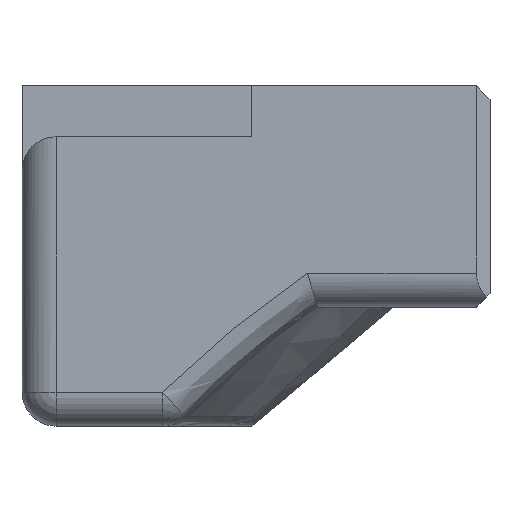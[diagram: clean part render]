
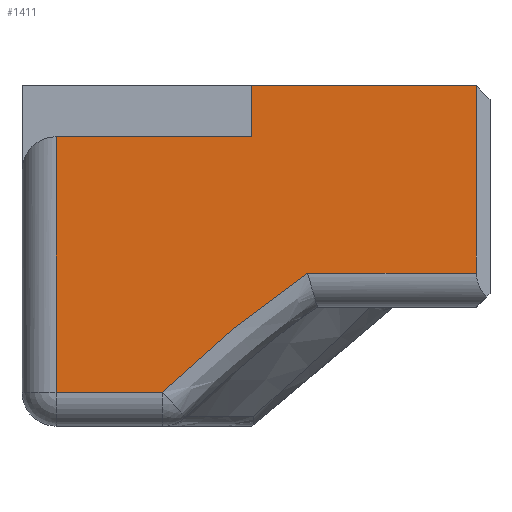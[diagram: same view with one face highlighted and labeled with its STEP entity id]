
A CAD part, front view. The second image highlights one B-rep face of the part: STEP entity #1411.
In plain terms, the highlighted planar face has unit normal (0, -1, 0).
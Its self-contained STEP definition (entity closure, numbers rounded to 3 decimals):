
#2 = ORIENTED_EDGE ( 'NONE', *, *, #442, .T. ) ;
#21 = DIRECTION ( 'NONE',  ( 0., 0., -1. ) ) ;
#36 = CARTESIAN_POINT ( 'NONE',  ( 108.5, -24., 26.253 ) ) ;
#95 = DIRECTION ( 'NONE',  ( 1., 0., 0. ) ) ;
#131 = DIRECTION ( 'NONE',  ( 0., 1., 0. ) ) ;
#140 = CARTESIAN_POINT ( 'NONE',  ( 95.75, -24., 24.753 ) ) ;
#144 = VECTOR ( 'NONE', #283, 1000. ) ;
#170 = CARTESIAN_POINT ( 'NONE',  ( 95.75, -24., 17.253 ) ) ;
#195 = DIRECTION ( 'NONE',  ( -1., 0., 0. ) ) ;
#201 = ORIENTED_EDGE ( 'NONE', *, *, #1708, .T. ) ;
#204 = EDGE_CURVE ( 'NONE', #468, #1780, #920, .T. ) ;
#241 = LINE ( 'NONE', #434, #1565 ) ;
#269 = ORIENTED_EDGE ( 'NONE', *, *, #635, .T. ) ;
#273 = B_SPLINE_CURVE_WITH_KNOTS ( 'NONE', 3,
 ( #1200, #331, #890, #750, #1044, #1626, #911, #1170 ),
 .UNSPECIFIED., .F., .F.,
 ( 4, 2, 2, 4 ),
 ( 0., 0.003, 0.004, 0.006 ),
 .UNSPECIFIED. ) ;
#283 = DIRECTION ( 'NONE',  ( 1., 0., 0. ) ) ;
#321 = VECTOR ( 'NONE', #1020, 1000. ) ;
#331 = CARTESIAN_POINT ( 'NONE',  ( 99.552, -24., 17.879 ) ) ;
#357 = CARTESIAN_POINT ( 'NONE',  ( 98.876, -24., 17.253 ) ) ;
#368 = CARTESIAN_POINT ( 'NONE',  ( 101.5, -24., 20.753 ) ) ;
#370 = CARTESIAN_POINT ( 'NONE',  ( 108.1, -24., 20.753 ) ) ;
#413 = ORIENTED_EDGE ( 'NONE', *, *, #204, .T. ) ;
#434 = CARTESIAN_POINT ( 'NONE',  ( 108.1, -24., 26.253 ) ) ;
#442 = EDGE_CURVE ( 'NONE', #565, #1493, #484, .T. ) ;
#468 = VERTEX_POINT ( 'NONE', #1260 ) ;
#484 = LINE ( 'NONE', #877, #321 ) ;
#545 = PLANE ( 'NONE',  #1492 ) ;
#562 = FACE_OUTER_BOUND ( 'NONE', #1211, .T. ) ;
#565 = VERTEX_POINT ( 'NONE', #1786 ) ;
#621 = CARTESIAN_POINT ( 'NONE',  ( 101.5, -24., 0. ) ) ;
#635 = EDGE_CURVE ( 'NONE', #1640, #1587, #273, .T. ) ;
#683 = CARTESIAN_POINT ( 'NONE',  ( 101.5, -24., 17.253 ) ) ;
#730 = EDGE_CURVE ( 'NONE', #1267, #468, #241, .T. ) ;
#750 = CARTESIAN_POINT ( 'NONE',  ( 101.286, -24., 19.394 ) ) ;
#786 = VECTOR ( 'NONE', #95, 1000. ) ;
#860 = ORIENTED_EDGE ( 'NONE', *, *, #1553, .T. ) ;
#866 = LINE ( 'NONE', #683, #144 ) ;
#877 = CARTESIAN_POINT ( 'NONE',  ( 101.5, -24., 24.753 ) ) ;
#890 = CARTESIAN_POINT ( 'NONE',  ( 100.234, -24., 18.498 ) ) ;
#911 = CARTESIAN_POINT ( 'NONE',  ( 102.747, -24., 20.517 ) ) ;
#920 = LINE ( 'NONE', #36, #1510 ) ;
#970 = VECTOR ( 'NONE', #21, 1000. ) ;
#1020 = DIRECTION ( 'NONE',  ( -1., 0., 0. ) ) ;
#1044 = CARTESIAN_POINT ( 'NONE',  ( 101.642, -24., 19.687 ) ) ;
#1101 = LINE ( 'NONE', #368, #786 ) ;
#1107 = DIRECTION ( 'NONE',  ( 0., 0., 1. ) ) ;
#1155 = ORIENTED_EDGE ( 'NONE', *, *, #1504, .T. ) ;
#1157 = VERTEX_POINT ( 'NONE', #170 ) ;
#1170 = CARTESIAN_POINT ( 'NONE',  ( 103.143, -24., 20.753 ) ) ;
#1186 = EDGE_CURVE ( 'NONE', #1493, #1157, #1503, .T. ) ;
#1200 = CARTESIAN_POINT ( 'NONE',  ( 98.876, -24., 17.253 ) ) ;
#1211 = EDGE_LOOP ( 'NONE', ( #2, #1732, #1155, #269, #201, #1729, #413, #860 ) ) ;
#1260 = CARTESIAN_POINT ( 'NONE',  ( 108.1, -24., 26.253 ) ) ;
#1267 = VERTEX_POINT ( 'NONE', #370 ) ;
#1299 = DIRECTION ( 'NONE',  ( 0., 0., 1. ) ) ;
#1352 = CARTESIAN_POINT ( 'NONE',  ( 103.143, -24., 20.753 ) ) ;
#1411 = ADVANCED_FACE ( 'NONE', ( #562 ), #545, .F. ) ;
#1492 = AXIS2_PLACEMENT_3D ( 'NONE', #1707, #131, #1299 ) ;
#1493 = VERTEX_POINT ( 'NONE', #140 ) ;
#1503 = LINE ( 'NONE', #1801, #1828 ) ;
#1504 = EDGE_CURVE ( 'NONE', #1157, #1640, #866, .T. ) ;
#1510 = VECTOR ( 'NONE', #195, 1000. ) ;
#1553 = EDGE_CURVE ( 'NONE', #1780, #565, #1629, .T. ) ;
#1565 = VECTOR ( 'NONE', #1107, 1000. ) ;
#1587 = VERTEX_POINT ( 'NONE', #1352 ) ;
#1626 = CARTESIAN_POINT ( 'NONE',  ( 102.372, -24., 20.247 ) ) ;
#1629 = LINE ( 'NONE', #621, #970 ) ;
#1640 = VERTEX_POINT ( 'NONE', #357 ) ;
#1707 = CARTESIAN_POINT ( 'NONE',  ( 101.5, -24., 16.253 ) ) ;
#1708 = EDGE_CURVE ( 'NONE', #1587, #1267, #1101, .T. ) ;
#1715 = CARTESIAN_POINT ( 'NONE',  ( 101.5, -24., 26.253 ) ) ;
#1729 = ORIENTED_EDGE ( 'NONE', *, *, #730, .T. ) ;
#1732 = ORIENTED_EDGE ( 'NONE', *, *, #1186, .T. ) ;
#1772 = DIRECTION ( 'NONE',  ( 0., 0., -1. ) ) ;
#1780 = VERTEX_POINT ( 'NONE', #1715 ) ;
#1786 = CARTESIAN_POINT ( 'NONE',  ( 101.5, -24., 24.753 ) ) ;
#1801 = CARTESIAN_POINT ( 'NONE',  ( 95.75, -24., 17.253 ) ) ;
#1828 = VECTOR ( 'NONE', #1772, 1000. ) ;
